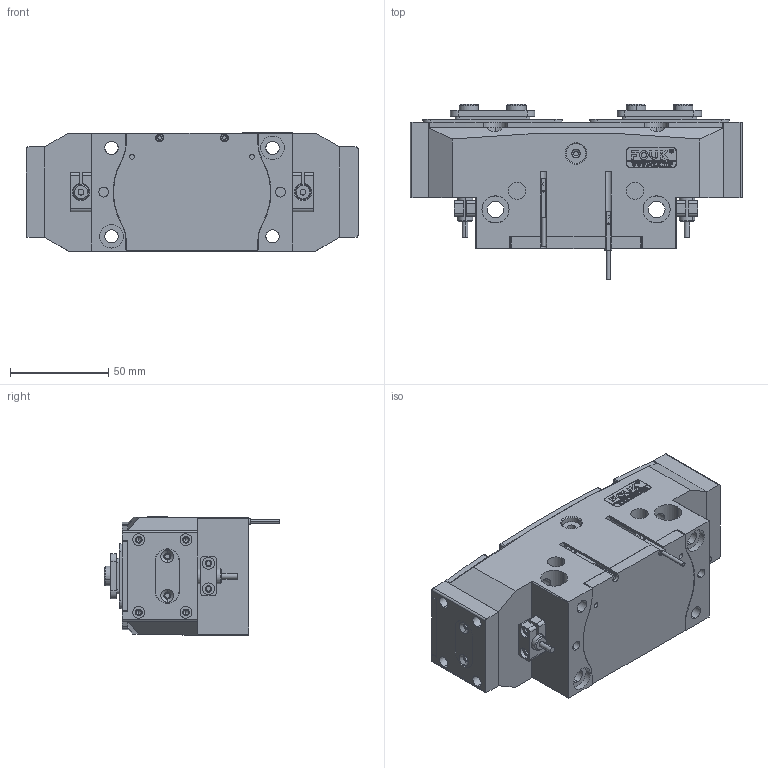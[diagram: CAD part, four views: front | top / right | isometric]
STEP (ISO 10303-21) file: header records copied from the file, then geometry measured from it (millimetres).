
FILE_DESCRIPTION (( 'STEP AP203' ), '1' );
FILE_NAME ('FR57-150-S-P.STEP', '2025-01-15T01:59:09', ( 'USER-' ), ( 'Microsoft' ), 'SwSTEP 2.0', 'SolidWorks 2018', '' );
FILE_SCHEMA (( 'CONFIG_CONTROL_DESIGN' ));
Length unit declared in the file: millimetre
Products named in the file (19): TRT57-150-M-01 喘倛褲极; FR57-150-S; TRT57-150-M-14 忒硌薊啣; TRT57-150-S-02 喘倛賑輸; TRT57-150標蛈饜滅鳥; 8x23諉輪羲壽; P-GS-T-01 喘倛蚚標釱; TRT57-150-M-05 菁裔啣; 棠羲換覜ん; 25x10-R1.5; 揤輸蚾饜极; 揤輸杅耀.sldasm-Part-9; 褫籵蚚苤結裔; 埴翐芛_GB_FASTENER_SCREWS_HSHCS M2X8-N; FR57-150-S-P; TRT57-150-M-12 耜猾极; TRT57-150-M-13 移动挡板(默认); ﾏ擎ﾗ10｡ﾁ6; TRT57-150-M-11奻葡裔啣
Assembly tree (35 placements, depth 4):
  FR57-150-S-P
    FR57-150-S
      TRT57-150-M-01 喘倛褲极
      TRT57-150-S-02 喘倛賑輸  x2
      TRT57-150-M-05 菁裔啣
      P-GS-T-01 喘倛蚚標釱  x2
      8x23諉輪羲壽  x2
      25x10-R1.5
      棠羲換覜ん  x2
      揤輸蚾饜极  x2
        揤輸杅耀.sldasm-Part-9
        埴翐芛_GB_FASTENER_SCREWS_HSHCS M2X8-N
      ﾏ擎ﾗ10｡ﾁ6  x4
    TRT57-150標蛈饜滅鳥
      TRT57-150-M-11奻葡裔啣
      TRT57-150-M-12 耜猾极  x2
      TRT57-150-M-14 忒硌薊啣  x2
      TRT57-150-M-13 移动挡板(默认)  x2
      褫籵蚚苤結裔  x2
    ﾏ擎ﾗ10｡ﾁ6  x4
Bounding box: 169 x 89.2 x 60.1 mm (x, y, z)
Volume: 482054.8 mm3; surface area: 143735 mm2
Topology: 34 solids, 41 shells, 1759 faces, 4500 edges, 2850 vertices
Faces by surface type: plane 749, cylinder 569, cone 278, bspline 155, torus 8
Entity records: 47001 total; most frequent: CARTESIAN_POINT 13738, ORIENTED_EDGE 6516, DIRECTION 6108, EDGE_CURVE 3258, VERTEX_POINT 2129, AXIS2_PLACEMENT_3D 2051, VECTOR 2006, LINE 2006
